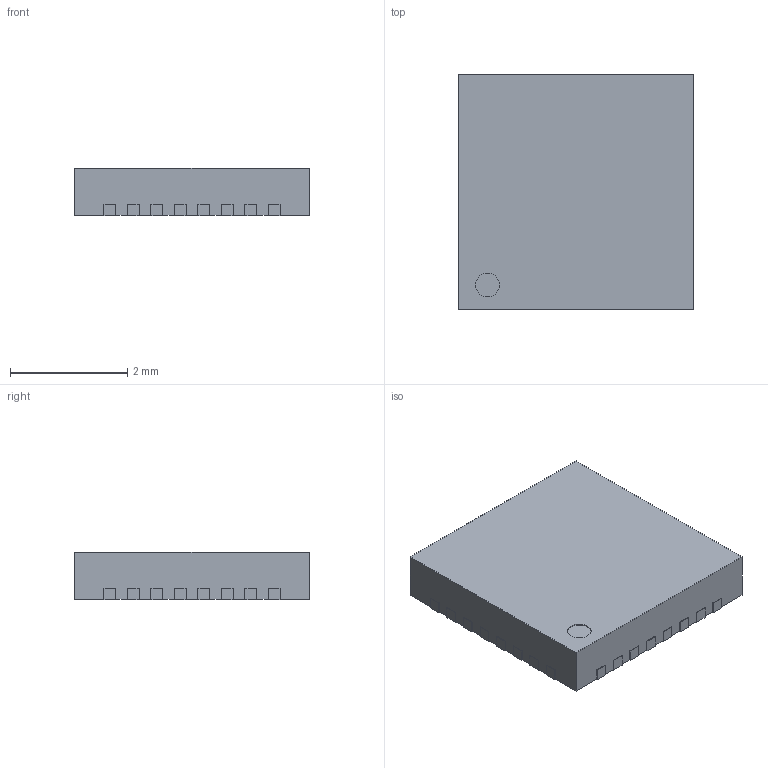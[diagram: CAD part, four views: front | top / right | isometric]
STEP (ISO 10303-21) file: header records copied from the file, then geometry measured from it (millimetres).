
FILE_DESCRIPTION (( 'STEP AP214' ), '1' );
FILE_NAME ('QFN-32-4x4.STEP', '2024-11-20T11:44:08', ( '' ), ( '' ), 'SwSTEP 2.0', 'SolidWorks 2021', '' );
FILE_SCHEMA (( 'AUTOMOTIVE_DESIGN' ));
Length unit declared in the file: millimetre
Products named in the file (1): QFN-32-4x4
Bounding box: 4.02 x 4.02 x 0.81 mm (x, y, z)
Volume: 12.8 mm3; surface area: 45.5 mm2
Topology: 1 solids, 1 shells, 201 faces, 594 edges, 396 vertices
Faces by surface type: plane 199, cylinder 2
Entity records: 8817 total; most frequent: CARTESIAN_POINT 1192, ORIENTED_EDGE 1188, DIRECTION 1002, EDGE_CURVE 594, LINE 590, VECTOR 590, VERTEX_POINT 396, AXIS2_PLACEMENT_3D 206
